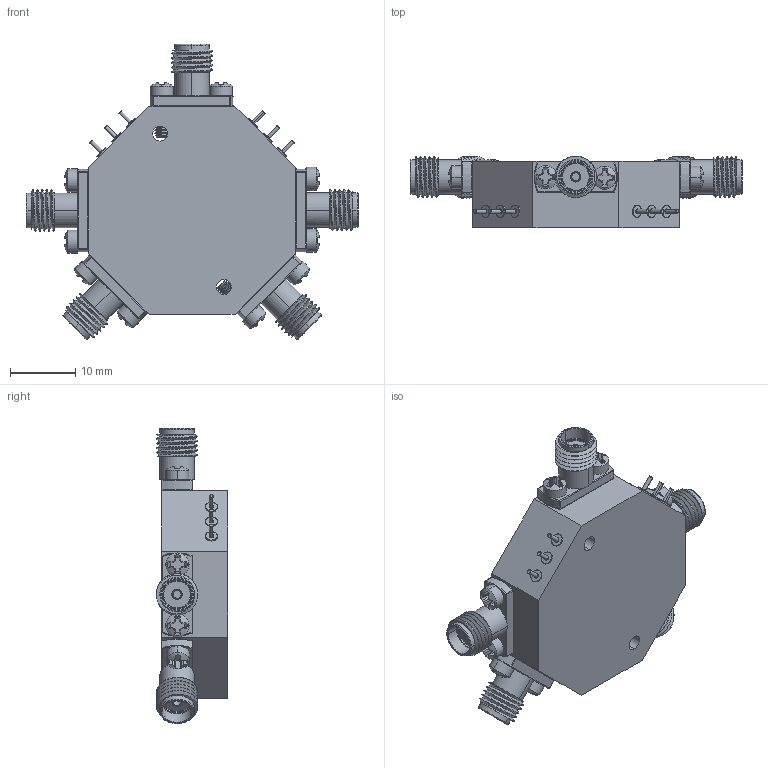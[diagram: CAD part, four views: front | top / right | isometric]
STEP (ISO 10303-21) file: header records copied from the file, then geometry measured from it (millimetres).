
FILE_DESCRIPTION (( 'STEP AP214' ), '1' );
FILE_NAME ('P4T-100M53G-100-T-RD.STEP', '2021-05-06T13:36:37', ( '' ), ( '' ), 'SwSTEP 2.0', 'SolidWorks 2014', '' );
FILE_SCHEMA (( 'AUTOMOTIVE_DESIGN' ));
Length unit declared in the file: inch
Products named in the file (5): PL75-059 DC Feedthru 25-Mil-Pin OD-.076 BL-.040 MDH trimmed for PEA Housing_TL-156-03; 2-56 Phillips Fillister Screw -  0.25 Inch_91737A051; P4T-100M53G-100-T-RD; PL80-307; P4T-100M53G BODY
Assembly tree (22 placements, depth 2):
  P4T-100M53G-100-T-RD
    P4T-100M53G BODY
    PL80-307  x5
    PL75-059 DC Feedthru 25-Mil-Pin OD-.076 BL-.040 MDH trimmed for PEA Housing_TL-156-03  x6
    2-56 Phillips Fillister Screw -  0.25 Inch_91737A051  x10
Bounding box: 50.8 x 10.92 x 45.19 mm (x, y, z)
Volume: 9883.9 mm3; surface area: 6335.8 mm2
Topology: 32 solids, 32 shells, 1382 faces, 3400 edges, 2086 vertices
Faces by surface type: cylinder 573, plane 337, torus 282, cone 90, sphere 60, bspline 40
Entity records: 11736 total; most frequent: CARTESIAN_POINT 3969, DIRECTION 1259, ORIENTED_EDGE 1144, EDGE_CURVE 572, AXIS2_PLACEMENT_3D 526, VERTEX_POINT 353, CIRCLE 265, EDGE_LOOP 261
